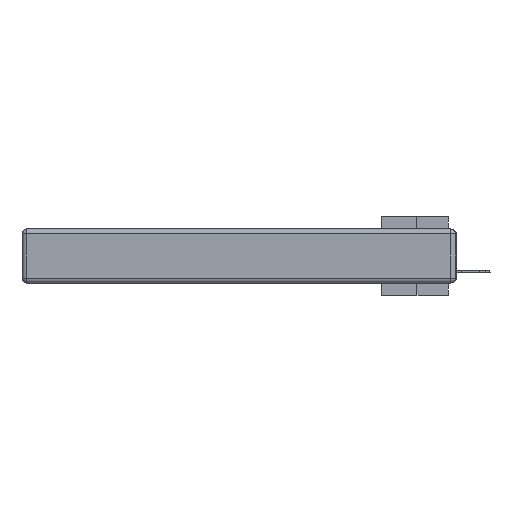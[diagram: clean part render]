
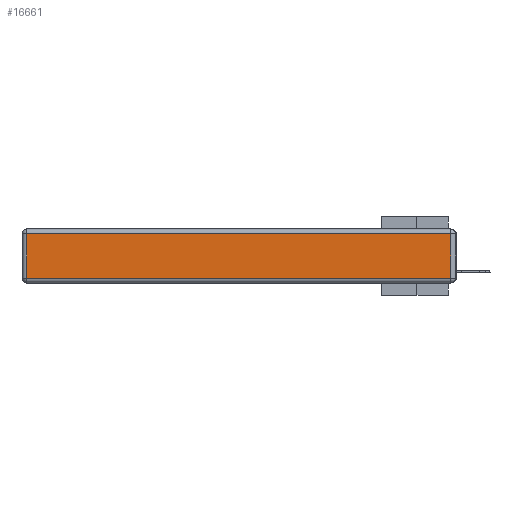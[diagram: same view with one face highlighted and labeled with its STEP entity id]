
A CAD part, left-side view. The second image highlights one B-rep face of the part: STEP entity #16661.
In plain terms, the highlighted planar face has unit normal (-1, 0, 0).
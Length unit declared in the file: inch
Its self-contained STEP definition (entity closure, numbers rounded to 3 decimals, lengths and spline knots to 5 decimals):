
#264 = DIRECTION ( 'NONE',  ( -1., 0., 0. ) ) ;
#2579 = LINE ( 'NONE', #13212, #20212 ) ;
#2839 = DIRECTION ( 'NONE',  ( 0., 0., 1. ) ) ;
#5054 = VERTEX_POINT ( 'NONE', #28323 ) ;
#5244 = EDGE_LOOP ( 'NONE', ( #12155, #10396, #14095, #27745 ) ) ;
#6345 = PLANE ( 'NONE',  #11214 ) ;
#7694 = CARTESIAN_POINT ( 'NONE',  ( 0., 0., -0.313 ) ) ;
#7706 = CARTESIAN_POINT ( 'NONE',  ( 0., 0.03, -0.343 ) ) ;
#8793 = FACE_OUTER_BOUND ( 'NONE', #5244, .T. ) ;
#9819 = EDGE_CURVE ( 'NONE', #21784, #5054, #2579, .T. ) ;
#10396 = ORIENTED_EDGE ( 'NONE', *, *, #27493, .T. ) ;
#10494 = LINE ( 'NONE', #7694, #30985 ) ;
#10824 = VECTOR ( 'NONE', #2839, 39.37008 ) ;
#11214 = AXIS2_PLACEMENT_3D ( 'NONE', #30036, #264, #26937 ) ;
#12155 = ORIENTED_EDGE ( 'NONE', *, *, #32321, .T. ) ;
#13212 = CARTESIAN_POINT ( 'NONE',  ( 0., 2.75, -0.03 ) ) ;
#14095 = ORIENTED_EDGE ( 'NONE', *, *, #9819, .T. ) ;
#15193 = CARTESIAN_POINT ( 'NONE',  ( 0., 0.03, -0.313 ) ) ;
#16132 = VERTEX_POINT ( 'NONE', #15193 ) ;
#16661 = ADVANCED_FACE ( 'NONE', ( #8793 ), #6345, .T. ) ;
#20212 = VECTOR ( 'NONE', #31491, 39.37008 ) ;
#20961 = VERTEX_POINT ( 'NONE', #22303 ) ;
#20986 = LINE ( 'NONE', #7706, #10824 ) ;
#21784 = VERTEX_POINT ( 'NONE', #33160 ) ;
#22303 = CARTESIAN_POINT ( 'NONE',  ( 0., 2.72, -0.313 ) ) ;
#22515 = VECTOR ( 'NONE', #33279, 39.37008 ) ;
#22692 = CARTESIAN_POINT ( 'NONE',  ( 0., 2.72, -0.343 ) ) ;
#23044 = LINE ( 'NONE', #22692, #22515 ) ;
#24270 = DIRECTION ( 'NONE',  ( 0., -1., 0. ) ) ;
#26937 = DIRECTION ( 'NONE',  ( 0., 0., 1. ) ) ;
#27493 = EDGE_CURVE ( 'NONE', #16132, #21784, #20986, .T. ) ;
#27729 = EDGE_CURVE ( 'NONE', #5054, #20961, #23044, .T. ) ;
#27745 = ORIENTED_EDGE ( 'NONE', *, *, #27729, .T. ) ;
#28323 = CARTESIAN_POINT ( 'NONE',  ( 0., 2.72, -0.03 ) ) ;
#30036 = CARTESIAN_POINT ( 'NONE',  ( 0., 0., -0.343 ) ) ;
#30985 = VECTOR ( 'NONE', #24270, 39.37008 ) ;
#31491 = DIRECTION ( 'NONE',  ( 0., 1., 0. ) ) ;
#32321 = EDGE_CURVE ( 'NONE', #20961, #16132, #10494, .T. ) ;
#33160 = CARTESIAN_POINT ( 'NONE',  ( 0., 0.03, -0.03 ) ) ;
#33279 = DIRECTION ( 'NONE',  ( 0., 0., -1. ) ) ;
